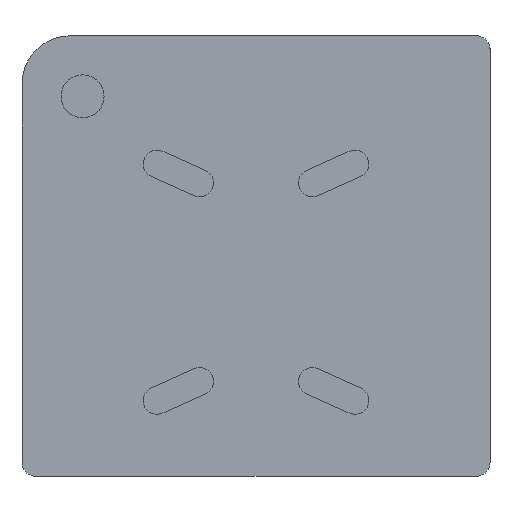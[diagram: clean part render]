
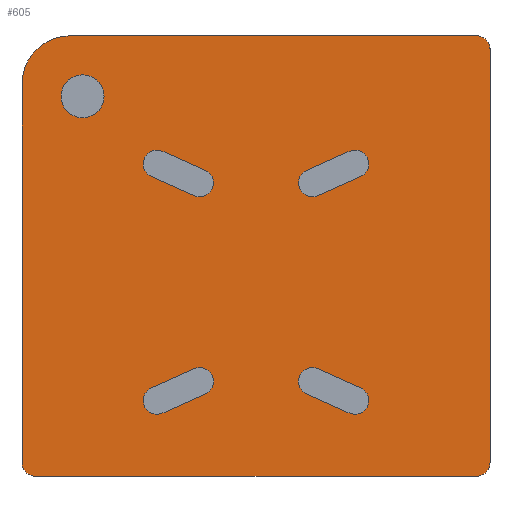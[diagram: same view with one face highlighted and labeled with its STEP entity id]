
A CAD part, front view. The second image highlights one B-rep face of the part: STEP entity #605.
In plain terms, the highlighted planar face has unit normal (0, -1, 0).
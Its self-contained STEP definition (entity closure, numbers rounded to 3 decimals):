
#359=CARTESIAN_POINT('',(165.0,-4.0,160.0));
#360=VERTEX_POINT('',#359);
#367=CARTESIAN_POINT('',(5.0,-4.0,160.0));
#368=VERTEX_POINT('',#367);
#369=CARTESIAN_POINT('',(5.0,-4.,160.0));
#370=DIRECTION('',(1.0,0.0,0.0));
#371=VECTOR('',#370,160.0);
#372=LINE('',#369,#371);
#373=EDGE_CURVE('',#368,#360,#372,.T.);
#384=CARTESIAN_POINT('',(85.0,-4.0,80.0));
#385=DIRECTION('',(0.0,1.0,0.0));
#386=DIRECTION('',(0.0,0.0,1.0));
#387=AXIS2_PLACEMENT_3D('',#384,#385,#386);
#388=PLANE('',#387);
#389=ORIENTED_EDGE('',*,*,#373,.T.);
#390=CARTESIAN_POINT('',(170.0,-4.0,165.0));
#391=VERTEX_POINT('',#390);
#392=CARTESIAN_POINT('',(165.0,-4.0,165.0));
#393=DIRECTION('',(0.0,1.0,0.0));
#394=DIRECTION('',(0.707,0.0,-0.707));
#395=AXIS2_PLACEMENT_3D('',#392,#393,#394);
#396=CIRCLE('',#395,5.);
#397=EDGE_CURVE('',#391,#360,#396,.T.);
#398=ORIENTED_EDGE('',*,*,#397,.F.);
#399=CARTESIAN_POINT('',(170.0,-4.0,315.0));
#400=VERTEX_POINT('',#399);
#401=CARTESIAN_POINT('',(170.0,-4.0,315.0));
#402=DIRECTION('',(0.0,0.0,-1.0));
#403=VECTOR('',#402,150.0);
#404=LINE('',#401,#403);
#405=EDGE_CURVE('',#400,#391,#404,.T.);
#406=ORIENTED_EDGE('',*,*,#405,.F.);
#407=CARTESIAN_POINT('',(165.0,-4.0,320.0));
#408=VERTEX_POINT('',#407);
#409=CARTESIAN_POINT('',(165.0,-4.0,315.0));
#410=DIRECTION('',(0.0,1.0,0.0));
#411=DIRECTION('',(0.707,0.0,0.707));
#412=AXIS2_PLACEMENT_3D('',#409,#410,#411);
#413=CIRCLE('',#412,5.);
#414=EDGE_CURVE('',#408,#400,#413,.T.);
#415=ORIENTED_EDGE('',*,*,#414,.F.);
#416=CARTESIAN_POINT('',(17.5,-4.0,320.0));
#417=VERTEX_POINT('',#416);
#418=CARTESIAN_POINT('',(17.5,-4.0,320.0));
#419=DIRECTION('',(1.0,0.0,0.0));
#420=VECTOR('',#419,147.5);
#421=LINE('',#418,#420);
#422=EDGE_CURVE('',#417,#408,#421,.T.);
#423=ORIENTED_EDGE('',*,*,#422,.F.);
#424=CARTESIAN_POINT('',(0.0,-4.0,302.5));
#425=VERTEX_POINT('',#424);
#426=CARTESIAN_POINT('',(17.5,-4.0,302.5));
#427=DIRECTION('',(0.0,-1.0,0.0));
#428=DIRECTION('',(-0.707,0.0,0.707));
#429=AXIS2_PLACEMENT_3D('',#426,#427,#428);
#430=CIRCLE('',#429,17.5);
#431=EDGE_CURVE('',#417,#425,#430,.T.);
#432=ORIENTED_EDGE('',*,*,#431,.T.);
#433=CARTESIAN_POINT('',(0.0,-4.0,165.0));
#434=VERTEX_POINT('',#433);
#435=CARTESIAN_POINT('',(0.0,-4.0,165.0));
#436=DIRECTION('',(0.0,0.0,1.0));
#437=VECTOR('',#436,137.5);
#438=LINE('',#435,#437);
#439=EDGE_CURVE('',#434,#425,#438,.T.);
#440=ORIENTED_EDGE('',*,*,#439,.F.);
#441=CARTESIAN_POINT('',(5.0,-4.0,165.0));
#442=DIRECTION('',(0.0,1.0,0.0));
#443=DIRECTION('',(-0.707,0.0,-0.707));
#444=AXIS2_PLACEMENT_3D('',#441,#442,#443);
#445=CIRCLE('',#444,5.);
#446=EDGE_CURVE('',#368,#434,#445,.T.);
#447=ORIENTED_EDGE('',*,*,#446,.F.);
#448=EDGE_LOOP('',(#389,#398,#406,#415,#423,#432,#440,#447));
#449=FACE_OUTER_BOUND('',#448,.T.);
#450=CARTESIAN_POINT('',(122.914,-4.0,192.102));
#451=VERTEX_POINT('',#450);
#452=CARTESIAN_POINT('',(118.784,-4.0,182.998));
#453=VERTEX_POINT('',#452);
#454=CARTESIAN_POINT('',(120.96,-4.0,187.5));
#455=DIRECTION('',(0.0,1.0,0.0));
#456=DIRECTION('',(0.391,0.0,0.92));
#457=AXIS2_PLACEMENT_3D('',#454,#455,#456);
#458=CIRCLE('',#457,5.);
#459=EDGE_CURVE('',#451,#453,#458,.T.);
#460=ORIENTED_EDGE('',*,*,#459,.T.);
#461=CARTESIAN_POINT('',(103.368,-4.0,189.929));
#462=VERTEX_POINT('',#461);
#463=CARTESIAN_POINT('',(118.784,-4.0,182.998));
#464=DIRECTION('',(-0.912,0.0,0.41));
#465=VECTOR('',#464,16.902);
#466=LINE('',#463,#465);
#467=EDGE_CURVE('',#453,#462,#466,.T.);
#468=ORIENTED_EDGE('',*,*,#467,.T.);
#469=CARTESIAN_POINT('',(107.627,-4.0,198.975));
#470=VERTEX_POINT('',#469);
#471=CARTESIAN_POINT('',(105.419,-4.0,194.489));
#472=DIRECTION('',(0.0,1.0,0.0));
#473=DIRECTION('',(-0.41,0.0,-0.912));
#474=AXIS2_PLACEMENT_3D('',#471,#472,#473);
#475=CIRCLE('',#474,5.);
#476=EDGE_CURVE('',#462,#470,#475,.T.);
#477=ORIENTED_EDGE('',*,*,#476,.T.);
#478=CARTESIAN_POINT('',(107.627,-4.0,198.975));
#479=DIRECTION('',(0.912,0.0,-0.41));
#480=VECTOR('',#479,16.761);
#481=LINE('',#478,#480);
#482=EDGE_CURVE('',#470,#451,#481,.T.);
#483=ORIENTED_EDGE('',*,*,#482,.T.);
#484=EDGE_LOOP('',(#460,#468,#477,#483));
#485=FACE_BOUND('',#484,.T.);
#486=CARTESIAN_POINT('',(66.632,-4.0,271.05));
#487=VERTEX_POINT('',#486);
#488=CARTESIAN_POINT('',(62.373,-4.0,262.003));
#489=VERTEX_POINT('',#488);
#490=CARTESIAN_POINT('',(64.581,-4.0,266.489));
#491=DIRECTION('',(0.0,1.0,0.0));
#492=DIRECTION('',(0.41,0.0,0.912));
#493=AXIS2_PLACEMENT_3D('',#490,#491,#492);
#494=CIRCLE('',#493,5.);
#495=EDGE_CURVE('',#487,#489,#494,.T.);
#496=ORIENTED_EDGE('',*,*,#495,.T.);
#497=CARTESIAN_POINT('',(47.086,-4.0,268.877));
#498=VERTEX_POINT('',#497);
#499=CARTESIAN_POINT('',(62.373,-4.0,262.003));
#500=DIRECTION('',(-0.912,0.0,0.41));
#501=VECTOR('',#500,16.761);
#502=LINE('',#499,#501);
#503=EDGE_CURVE('',#489,#498,#502,.T.);
#504=ORIENTED_EDGE('',*,*,#503,.T.);
#505=CARTESIAN_POINT('',(51.216,-4.0,277.981));
#506=VERTEX_POINT('',#505);
#507=CARTESIAN_POINT('',(49.04,-4.0,273.479));
#508=DIRECTION('',(0.0,1.0,0.0));
#509=DIRECTION('',(-0.391,0.0,-0.92));
#510=AXIS2_PLACEMENT_3D('',#507,#508,#509);
#511=CIRCLE('',#510,5.);
#512=EDGE_CURVE('',#498,#506,#511,.T.);
#513=ORIENTED_EDGE('',*,*,#512,.T.);
#514=CARTESIAN_POINT('',(51.216,-4.0,277.981));
#515=DIRECTION('',(0.912,0.0,-0.41));
#516=VECTOR('',#515,16.902);
#517=LINE('',#514,#516);
#518=EDGE_CURVE('',#506,#487,#517,.T.);
#519=ORIENTED_EDGE('',*,*,#518,.T.);
#520=EDGE_LOOP('',(#496,#504,#513,#519));
#521=FACE_BOUND('',#520,.T.);
#522=CARTESIAN_POINT('',(103.368,-4.0,271.05));
#523=VERTEX_POINT('',#522);
#524=CARTESIAN_POINT('',(118.784,-4.0,277.981));
#525=VERTEX_POINT('',#524);
#526=CARTESIAN_POINT('',(103.368,-4.0,271.05));
#527=DIRECTION('',(0.912,0.0,0.41));
#528=VECTOR('',#527,16.902);
#529=LINE('',#526,#528);
#530=EDGE_CURVE('',#523,#525,#529,.T.);
#531=ORIENTED_EDGE('',*,*,#530,.T.);
#532=CARTESIAN_POINT('',(122.914,-4.0,268.877));
#533=VERTEX_POINT('',#532);
#534=CARTESIAN_POINT('',(120.96,-4.0,273.479));
#535=DIRECTION('',(0.0,1.0,0.0));
#536=DIRECTION('',(-0.435,0.0,0.9));
#537=AXIS2_PLACEMENT_3D('',#534,#535,#536);
#538=CIRCLE('',#537,5.);
#539=EDGE_CURVE('',#525,#533,#538,.T.);
#540=ORIENTED_EDGE('',*,*,#539,.T.);
#541=CARTESIAN_POINT('',(107.627,-4.0,262.003));
#542=VERTEX_POINT('',#541);
#543=CARTESIAN_POINT('',(122.914,-4.0,268.877));
#544=DIRECTION('',(-0.912,0.0,-0.41));
#545=VECTOR('',#544,16.761);
#546=LINE('',#543,#545);
#547=EDGE_CURVE('',#533,#542,#546,.T.);
#548=ORIENTED_EDGE('',*,*,#547,.T.);
#549=CARTESIAN_POINT('',(105.419,-4.0,266.489));
#550=DIRECTION('',(0.0,1.0,0.0));
#551=DIRECTION('',(0.442,0.0,-0.897));
#552=AXIS2_PLACEMENT_3D('',#549,#550,#551);
#553=CIRCLE('',#552,5.);
#554=EDGE_CURVE('',#542,#523,#553,.T.);
#555=ORIENTED_EDGE('',*,*,#554,.T.);
#556=EDGE_LOOP('',(#531,#540,#548,#555));
#557=FACE_BOUND('',#556,.T.);
#558=CARTESIAN_POINT('',(51.216,-4.0,182.998));
#559=VERTEX_POINT('',#558);
#560=CARTESIAN_POINT('',(47.086,-4.0,192.102));
#561=VERTEX_POINT('',#560);
#562=CARTESIAN_POINT('',(49.04,-4.0,187.5));
#563=DIRECTION('',(0.0,1.0,0.0));
#564=DIRECTION('',(0.435,0.0,-0.9));
#565=AXIS2_PLACEMENT_3D('',#562,#563,#564);
#566=CIRCLE('',#565,5.0);
#567=EDGE_CURVE('',#559,#561,#566,.T.);
#568=ORIENTED_EDGE('',*,*,#567,.T.);
#569=CARTESIAN_POINT('',(62.373,-4.0,198.975));
#570=VERTEX_POINT('',#569);
#571=CARTESIAN_POINT('',(47.086,-4.0,192.102));
#572=DIRECTION('',(0.912,0.0,0.41));
#573=VECTOR('',#572,16.761);
#574=LINE('',#571,#573);
#575=EDGE_CURVE('',#561,#570,#574,.T.);
#576=ORIENTED_EDGE('',*,*,#575,.T.);
#577=CARTESIAN_POINT('',(66.632,-4.0,189.929));
#578=VERTEX_POINT('',#577);
#579=CARTESIAN_POINT('',(64.581,-4.0,194.489));
#580=DIRECTION('',(0.0,1.0,0.0));
#581=DIRECTION('',(-0.442,0.0,0.897));
#582=AXIS2_PLACEMENT_3D('',#579,#580,#581);
#583=CIRCLE('',#582,5.);
#584=EDGE_CURVE('',#570,#578,#583,.T.);
#585=ORIENTED_EDGE('',*,*,#584,.T.);
#586=CARTESIAN_POINT('',(66.632,-4.0,189.929));
#587=DIRECTION('',(-0.912,0.0,-0.41));
#588=VECTOR('',#587,16.902);
#589=LINE('',#586,#588);
#590=EDGE_CURVE('',#578,#559,#589,.T.);
#591=ORIENTED_EDGE('',*,*,#590,.T.);
#592=EDGE_LOOP('',(#568,#576,#585,#591));
#593=FACE_BOUND('',#592,.T.);
#594=CARTESIAN_POINT('',(29.8,-4.0,298.0));
#595=VERTEX_POINT('',#594);
#596=CARTESIAN_POINT('',(22.0,-4.0,298.0));
#597=DIRECTION('',(0.0,1.0,0.0));
#598=DIRECTION('',(-1.0,0.0,0.0));
#599=AXIS2_PLACEMENT_3D('',#596,#597,#598);
#600=CIRCLE('',#599,7.8);
#601=EDGE_CURVE('',#595,#595,#600,.T.);
#602=ORIENTED_EDGE('',*,*,#601,.T.);
#603=EDGE_LOOP('',(#602));
#604=FACE_BOUND('',#603,.T.);
#605=ADVANCED_FACE('',(#449,#485,#521,#557,#593,#604),#388,.F.);
